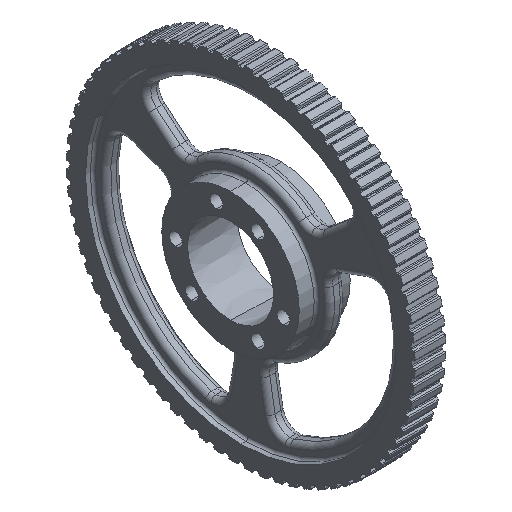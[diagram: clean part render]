
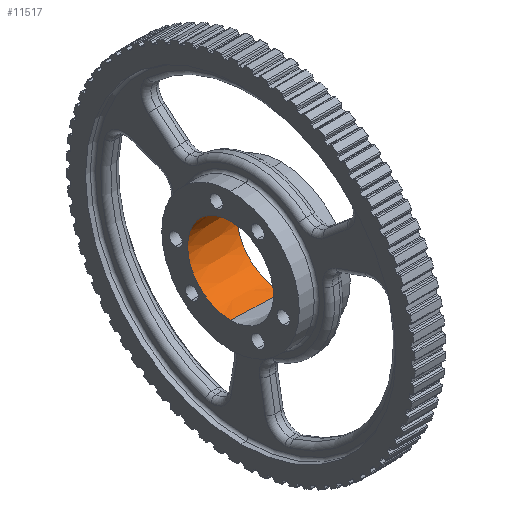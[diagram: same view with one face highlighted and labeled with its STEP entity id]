
A CAD part, isometric view. The second image highlights one B-rep face of the part: STEP entity #11517.
In plain terms, the highlighted conical face has half-angle 1.798 degrees and reference radius 27.781 mm.
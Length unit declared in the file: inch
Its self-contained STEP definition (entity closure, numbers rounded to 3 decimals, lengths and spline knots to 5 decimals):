
#556 = DIRECTION ( 'NONE',  ( 1., 0., 0. ) ) ;
#1957 = CIRCLE ( 'NONE', #2734, 1.0545 ) ;
#2131 = CARTESIAN_POINT ( 'NONE',  ( -1.25, 0., 0. ) ) ;
#2539 = DIRECTION ( 'NONE',  ( 1., 0., 0. ) ) ;
#2569 = VERTEX_POINT ( 'NONE', #2629 ) ;
#2629 = CARTESIAN_POINT ( 'NONE',  ( 0., 0., -1.09375 ) ) ;
#2734 = AXIS2_PLACEMENT_3D ( 'NONE', #2131, #15826, #4103 ) ;
#2923 = VECTOR ( 'NONE', #6165, 39.37008 ) ;
#3079 = ORIENTED_EDGE ( 'NONE', *, *, #20441, .T. ) ;
#3113 = EDGE_CURVE ( 'NONE', #6711, #18124, #1957, .T. ) ;
#4047 = EDGE_CURVE ( 'NONE', #2569, #18244, #21234, .T. ) ;
#4103 = DIRECTION ( 'NONE',  ( 0., 0., -1. ) ) ;
#4177 = LINE ( 'NONE', #15946, #2923 ) ;
#4971 = CARTESIAN_POINT ( 'NONE',  ( -1.25, 0., 1.0545 ) ) ;
#5414 = CARTESIAN_POINT ( 'NONE',  ( 0., 0., 1.09375 ) ) ;
#5926 = ORIENTED_EDGE ( 'NONE', *, *, #4047, .T. ) ;
#6165 = DIRECTION ( 'NONE',  ( 1., 0., -0.031 ) ) ;
#6711 = VERTEX_POINT ( 'NONE', #13565 ) ;
#7484 = EDGE_CURVE ( 'NONE', #18124, #18244, #11909, .T. ) ;
#7823 = AXIS2_PLACEMENT_3D ( 'NONE', #12277, #556, #14253 ) ;
#10373 = CARTESIAN_POINT ( 'NONE',  ( 0., 0., 0. ) ) ;
#10649 = VECTOR ( 'NONE', #21070, 39.37008 ) ;
#11015 = CONICAL_SURFACE ( 'NONE', #22905, 1.09375, 0.031 ) ;
#11517 = ADVANCED_FACE ( 'NONE', ( #23317 ), #11015, .F. ) ;
#11909 = LINE ( 'NONE', #5414, #10649 ) ;
#12277 = CARTESIAN_POINT ( 'NONE',  ( 0., 0., 0. ) ) ;
#13565 = CARTESIAN_POINT ( 'NONE',  ( -1.25, 0., -1.0545 ) ) ;
#14253 = DIRECTION ( 'NONE',  ( 0., 0., -1. ) ) ;
#15751 = ORIENTED_EDGE ( 'NONE', *, *, #3113, .F. ) ;
#15826 = DIRECTION ( 'NONE',  ( 1., 0., 0. ) ) ;
#15946 = CARTESIAN_POINT ( 'NONE',  ( 0., 0., -1.09375 ) ) ;
#16078 = EDGE_LOOP ( 'NONE', ( #18493, #15751, #3079, #5926 ) ) ;
#17068 = CARTESIAN_POINT ( 'NONE',  ( 0., 0., 1.09375 ) ) ;
#18124 = VERTEX_POINT ( 'NONE', #4971 ) ;
#18244 = VERTEX_POINT ( 'NONE', #17068 ) ;
#18493 = ORIENTED_EDGE ( 'NONE', *, *, #7484, .F. ) ;
#20441 = EDGE_CURVE ( 'NONE', #6711, #2569, #4177, .T. ) ;
#21070 = DIRECTION ( 'NONE',  ( 1., 0., 0.031 ) ) ;
#21234 = CIRCLE ( 'NONE', #7823, 1.09375 ) ;
#22127 = DIRECTION ( 'NONE',  ( 0., 0., -1. ) ) ;
#22905 = AXIS2_PLACEMENT_3D ( 'NONE', #10373, #2539, #22127 ) ;
#23317 = FACE_OUTER_BOUND ( 'NONE', #16078, .T. ) ;
